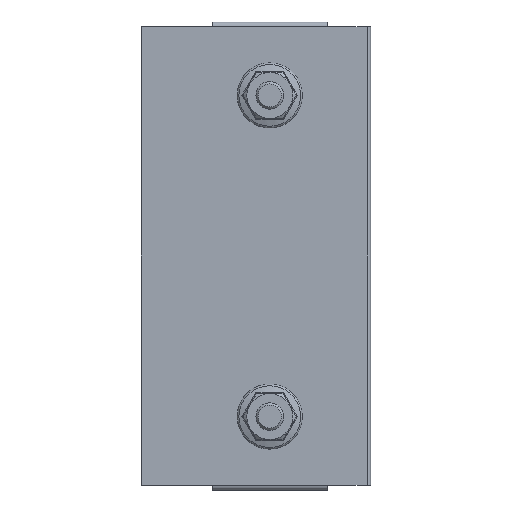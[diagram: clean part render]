
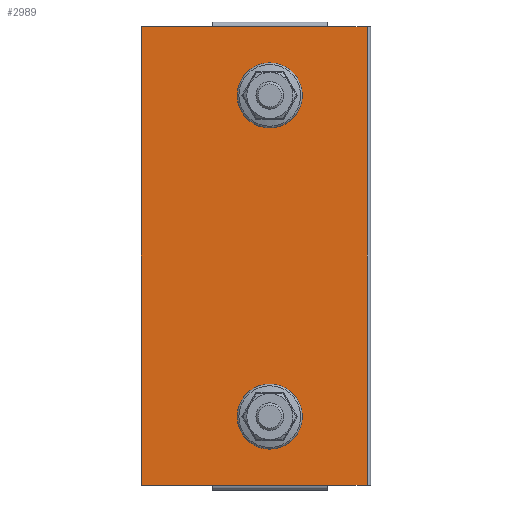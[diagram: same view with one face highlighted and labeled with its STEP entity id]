
A CAD part, left-side view. The second image highlights one B-rep face of the part: STEP entity #2989.
In plain terms, the highlighted planar face has unit normal (-1, 0, 0).
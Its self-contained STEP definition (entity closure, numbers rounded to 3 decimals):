
#50 = EDGE_LOOP ( 'NONE', ( #940, #3234, #3236, #3238 ) ) ;
#56 = EDGE_LOOP ( 'NONE', ( #2471, #2537, #3235, #939 ) ) ;
#60 = EDGE_LOOP ( 'NONE', ( #2050, #2001, #2426, #2513 ) ) ;
#939 = ORIENTED_EDGE ( 'NONE', *, *, #2560, .F. ) ;
#940 = ORIENTED_EDGE ( 'NONE', *, *, #2561, .T. ) ;
#1182 = DIRECTION ( 'NONE',  ( 0., 0., -1. ) ) ;
#1184 = CARTESIAN_POINT ( 'NONE',  ( 0., 25.571, -38.5 ) ) ;
#1185 = CARTESIAN_POINT ( 'NONE',  ( 0., 50., 50. ) ) ;
#1187 = DIRECTION ( 'NONE',  ( 0., -1., 0. ) ) ;
#1188 = CARTESIAN_POINT ( 'NONE',  ( 0., 18.429, 31.5 ) ) ;
#1190 = DIRECTION ( 'NONE',  ( 0., 1., 0. ) ) ;
#1199 = DIRECTION ( 'NONE',  ( 0., 1., 0. ) ) ;
#1205 = CARTESIAN_POINT ( 'NONE',  ( 0., 18.429, -31.5 ) ) ;
#1206 = DIRECTION ( 'NONE',  ( 0., -1., 0. ) ) ;
#1207 = DIRECTION ( 'NONE',  ( 0., 0., 1. ) ) ;
#1208 = DIRECTION ( 'NONE',  ( 0., -1., 0. ) ) ;
#1209 = DIRECTION ( 'NONE',  ( -1., 0., 0. ) ) ;
#1211 = CARTESIAN_POINT ( 'NONE',  ( 0., 25.571, 38.5 ) ) ;
#1212 = CARTESIAN_POINT ( 'NONE',  ( 0., 22., 35. ) ) ;
#1235 = CARTESIAN_POINT ( 'NONE',  ( 0., 22., -35. ) ) ;
#1236 = DIRECTION ( 'NONE',  ( -1., 0., 0. ) ) ;
#1237 = DIRECTION ( 'NONE',  ( 0., 0., 1. ) ) ;
#1238 = CARTESIAN_POINT ( 'NONE',  ( 0., 22., 35. ) ) ;
#1239 = CARTESIAN_POINT ( 'NONE',  ( 0., 0., -50. ) ) ;
#1240 = DIRECTION ( 'NONE',  ( -1., 0., 0. ) ) ;
#1241 = DIRECTION ( 'NONE',  ( 0., 0., 1. ) ) ;
#1249 = CARTESIAN_POINT ( 'NONE',  ( 0., 0.8, 50. ) ) ;
#1250 = DIRECTION ( 'NONE',  ( 0., 0., -1. ) ) ;
#1252 = CARTESIAN_POINT ( 'NONE',  ( 0., 22., -35. ) ) ;
#1253 = DIRECTION ( 'NONE',  ( 0., 0., 1. ) ) ;
#1254 = DIRECTION ( 'NONE',  ( -1., 0., 0. ) ) ;
#1336 = LINE ( 'NONE', #1729, #1339 ) ;
#1339 = VECTOR ( 'NONE', #1731, 1000. ) ;
#1364 = FACE_OUTER_BOUND ( 'NONE', #50, .T. ) ;
#1378 = FACE_BOUND ( 'NONE', #60, .T. ) ;
#1383 = FACE_BOUND ( 'NONE', #56, .T. ) ;
#1729 = CARTESIAN_POINT ( 'NONE',  ( 0., 0., 50. ) ) ;
#1731 = DIRECTION ( 'NONE',  ( 0., -1., 0. ) ) ;
#1787 = DIRECTION ( 'NONE',  ( 1., 0., 0. ) ) ;
#1788 = CARTESIAN_POINT ( 'NONE',  ( 0., 0., 50. ) ) ;
#1790 = PLANE ( 'NONE',  #3389 ) ;
#1792 = DIRECTION ( 'NONE',  ( 0., 0., -1. ) ) ;
#1977 = VERTEX_POINT ( 'NONE', #2746 ) ;
#1981 = VERTEX_POINT ( 'NONE', #2752 ) ;
#1990 = VERTEX_POINT ( 'NONE', #2743 ) ;
#2001 = ORIENTED_EDGE ( 'NONE', *, *, #2554, .F. ) ;
#2004 = VERTEX_POINT ( 'NONE', #2730 ) ;
#2006 = VERTEX_POINT ( 'NONE', #2731 ) ;
#2014 = VERTEX_POINT ( 'NONE', #2735 ) ;
#2024 = VERTEX_POINT ( 'NONE', #2711 ) ;
#2031 = VERTEX_POINT ( 'NONE', #2673 ) ;
#2035 = VERTEX_POINT ( 'NONE', #2701 ) ;
#2039 = VERTEX_POINT ( 'NONE', #2697 ) ;
#2040 = VERTEX_POINT ( 'NONE', #2696 ) ;
#2043 = VERTEX_POINT ( 'NONE', #2695 ) ;
#2050 = ORIENTED_EDGE ( 'NONE', *, *, #2553, .F. ) ;
#2219 = LINE ( 'NONE', #1188, #2226 ) ;
#2221 = LINE ( 'NONE', #1185, #2224 ) ;
#2223 = CIRCLE ( 'NONE', #3335, 5. ) ;
#2224 = VECTOR ( 'NONE', #1182, 1000. ) ;
#2225 = LINE ( 'NONE', #1211, #2229 ) ;
#2226 = VECTOR ( 'NONE', #1187, 1000. ) ;
#2228 = CIRCLE ( 'NONE', #3336, 5. ) ;
#2229 = VECTOR ( 'NONE', #1190, 1000. ) ;
#2230 = LINE ( 'NONE', #1184, #2232 ) ;
#2231 = CIRCLE ( 'NONE', #3337, 5. ) ;
#2232 = VECTOR ( 'NONE', #1208, 1000. ) ;
#2233 = LINE ( 'NONE', #1205, #2235 ) ;
#2234 = CIRCLE ( 'NONE', #3338, 5. ) ;
#2235 = VECTOR ( 'NONE', #1199, 1000. ) ;
#2236 = LINE ( 'NONE', #1239, #2238 ) ;
#2237 = LINE ( 'NONE', #1249, #2240 ) ;
#2238 = VECTOR ( 'NONE', #1206, 1000. ) ;
#2240 = VECTOR ( 'NONE', #1250, 1000. ) ;
#2426 = ORIENTED_EDGE ( 'NONE', *, *, #2555, .F. ) ;
#2471 = ORIENTED_EDGE ( 'NONE', *, *, #2557, .F. ) ;
#2513 = ORIENTED_EDGE ( 'NONE', *, *, #2556, .F. ) ;
#2537 = ORIENTED_EDGE ( 'NONE', *, *, #2558, .F. ) ;
#2552 = EDGE_CURVE ( 'NONE', #2039, #2043, #2221, .T. ) ;
#2553 = EDGE_CURVE ( 'NONE', #1990, #2014, #2219, .T. ) ;
#2554 = EDGE_CURVE ( 'NONE', #1977, #1990, #2223, .T. ) ;
#2555 = EDGE_CURVE ( 'NONE', #1981, #1977, #2225, .T. ) ;
#2556 = EDGE_CURVE ( 'NONE', #2014, #1981, #2228, .T. ) ;
#2557 = EDGE_CURVE ( 'NONE', #2035, #2031, #2230, .T. ) ;
#2558 = EDGE_CURVE ( 'NONE', #2024, #2035, #2231, .T. ) ;
#2559 = EDGE_CURVE ( 'NONE', #2006, #2024, #2233, .T. ) ;
#2560 = EDGE_CURVE ( 'NONE', #2031, #2006, #2234, .T. ) ;
#2561 = EDGE_CURVE ( 'NONE', #2043, #2004, #2236, .T. ) ;
#2562 = EDGE_CURVE ( 'NONE', #2040, #2004, #2237, .T. ) ;
#2673 = CARTESIAN_POINT ( 'NONE',  ( 0., 18.429, -38.5 ) ) ;
#2695 = CARTESIAN_POINT ( 'NONE',  ( 0., 50., -50. ) ) ;
#2696 = CARTESIAN_POINT ( 'NONE',  ( 0., 0.8, 50. ) ) ;
#2697 = CARTESIAN_POINT ( 'NONE',  ( 0., 50., 50. ) ) ;
#2701 = CARTESIAN_POINT ( 'NONE',  ( 0., 25.571, -38.5 ) ) ;
#2711 = CARTESIAN_POINT ( 'NONE',  ( 0., 25.571, -31.5 ) ) ;
#2730 = CARTESIAN_POINT ( 'NONE',  ( 0., 0.8, -50. ) ) ;
#2731 = CARTESIAN_POINT ( 'NONE',  ( 0., 18.429, -31.5 ) ) ;
#2735 = CARTESIAN_POINT ( 'NONE',  ( 0., 18.429, 31.5 ) ) ;
#2743 = CARTESIAN_POINT ( 'NONE',  ( 0., 25.571, 31.5 ) ) ;
#2746 = CARTESIAN_POINT ( 'NONE',  ( 0., 25.571, 38.5 ) ) ;
#2752 = CARTESIAN_POINT ( 'NONE',  ( 0., 18.429, 38.5 ) ) ;
#2864 = EDGE_CURVE ( 'NONE', #2039, #2040, #1336, .T. ) ;
#2989 = ADVANCED_FACE ( 'NONE', ( #1378, #1383, #1364 ), #1790, .F. ) ;
#3234 = ORIENTED_EDGE ( 'NONE', *, *, #2562, .F. ) ;
#3235 = ORIENTED_EDGE ( 'NONE', *, *, #2559, .F. ) ;
#3236 = ORIENTED_EDGE ( 'NONE', *, *, #2864, .F. ) ;
#3238 = ORIENTED_EDGE ( 'NONE', *, *, #2552, .T. ) ;
#3335 = AXIS2_PLACEMENT_3D ( 'NONE', #1212, #1209, #1207 ) ;
#3336 = AXIS2_PLACEMENT_3D ( 'NONE', #1238, #1240, #1241 ) ;
#3337 = AXIS2_PLACEMENT_3D ( 'NONE', #1235, #1236, #1237 ) ;
#3338 = AXIS2_PLACEMENT_3D ( 'NONE', #1252, #1254, #1253 ) ;
#3389 = AXIS2_PLACEMENT_3D ( 'NONE', #1788, #1787, #1792 ) ;
